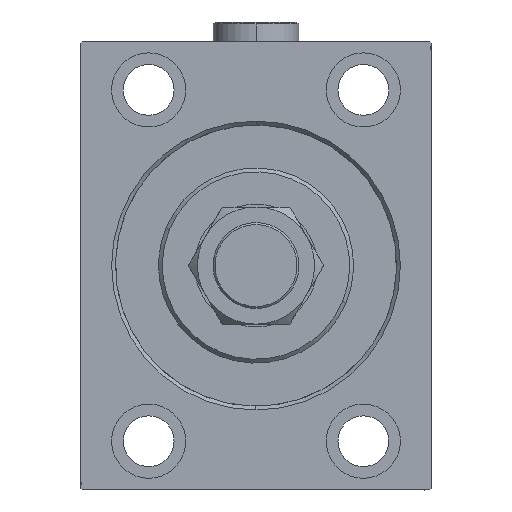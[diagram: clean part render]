
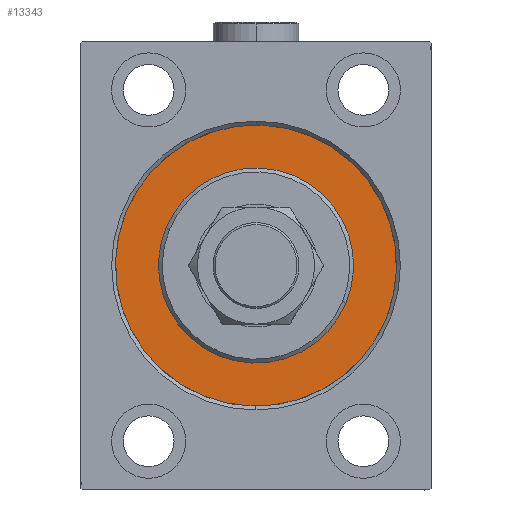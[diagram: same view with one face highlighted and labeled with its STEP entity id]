
A CAD part, left-side view. The second image highlights one B-rep face of the part: STEP entity #13343.
In plain terms, the highlighted face is planar.
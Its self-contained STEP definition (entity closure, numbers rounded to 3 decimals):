
#468 = EDGE_LOOP ( 'NONE', ( #15581, #3030 ) ) ;
#2297 = AXIS2_PLACEMENT_3D ( 'NONE', #39303, #24811, #3903 ) ;
#2404 = VERTEX_POINT ( 'NONE', #45828 ) ;
#3030 = ORIENTED_EDGE ( 'NONE', *, *, #29105, .F. ) ;
#3441 = CARTESIAN_POINT ( 'NONE',  ( 0., 0., -25. ) ) ;
#3903 = DIRECTION ( 'NONE',  ( 0., 0., 1. ) ) ;
#4924 = CIRCLE ( 'NONE', #20856, 36. ) ;
#5631 = EDGE_CURVE ( 'NONE', #10103, #27599, #15078, .T. ) ;
#6742 = EDGE_CURVE ( 'NONE', #27599, #10103, #45474, .T. ) ;
#7235 = FACE_OUTER_BOUND ( 'NONE', #468, .T. ) ;
#7992 = CARTESIAN_POINT ( 'NONE',  ( 0., 0., 0. ) ) ;
#10103 = VERTEX_POINT ( 'NONE', #27465 ) ;
#10332 = FACE_BOUND ( 'NONE', #45890, .T. ) ;
#10530 = DIRECTION ( 'NONE',  ( 1., 0., 0. ) ) ;
#12658 = CARTESIAN_POINT ( 'NONE',  ( 0., 0., 36. ) ) ;
#13343 = ADVANCED_FACE ( 'NONE', ( #10332, #7235 ), #14373, .F. ) ;
#13367 = ORIENTED_EDGE ( 'NONE', *, *, #5631, .F. ) ;
#14373 = PLANE ( 'NONE',  #2297 ) ;
#15078 = CIRCLE ( 'NONE', #30266, 25. ) ;
#15581 = ORIENTED_EDGE ( 'NONE', *, *, #21747, .F. ) ;
#16848 = ORIENTED_EDGE ( 'NONE', *, *, #6742, .F. ) ;
#17106 = VERTEX_POINT ( 'NONE', #12658 ) ;
#20758 = CARTESIAN_POINT ( 'NONE',  ( 0., 0., 0. ) ) ;
#20767 = AXIS2_PLACEMENT_3D ( 'NONE', #7992, #22468, #36960 ) ;
#20856 = AXIS2_PLACEMENT_3D ( 'NONE', #38700, #42728, #34428 ) ;
#21747 = EDGE_CURVE ( 'NONE', #2404, #17106, #39715, .T. ) ;
#22157 = DIRECTION ( 'NONE',  ( 0., 0., -1. ) ) ;
#22468 = DIRECTION ( 'NONE',  ( -1., 0., 0. ) ) ;
#24777 = DIRECTION ( 'NONE',  ( 0., 0., -1. ) ) ;
#24811 = DIRECTION ( 'NONE',  ( -1., 0., 0. ) ) ;
#27465 = CARTESIAN_POINT ( 'NONE',  ( 0., 0., 25. ) ) ;
#27599 = VERTEX_POINT ( 'NONE', #3441 ) ;
#29105 = EDGE_CURVE ( 'NONE', #17106, #2404, #4924, .T. ) ;
#30266 = AXIS2_PLACEMENT_3D ( 'NONE', #20758, #10530, #24777 ) ;
#34428 = DIRECTION ( 'NONE',  ( 0., 0., 1. ) ) ;
#36408 = DIRECTION ( 'NONE',  ( 1., 0., 0. ) ) ;
#36960 = DIRECTION ( 'NONE',  ( 0., 0., 1. ) ) ;
#38700 = CARTESIAN_POINT ( 'NONE',  ( 0., 0., 0. ) ) ;
#39303 = CARTESIAN_POINT ( 'NONE',  ( 0., 0., 0. ) ) ;
#39715 = CIRCLE ( 'NONE', #20767, 36. ) ;
#40901 = CARTESIAN_POINT ( 'NONE',  ( 0., 0., 0. ) ) ;
#41654 = AXIS2_PLACEMENT_3D ( 'NONE', #40901, #36408, #22157 ) ;
#42728 = DIRECTION ( 'NONE',  ( -1., 0., 0. ) ) ;
#45474 = CIRCLE ( 'NONE', #41654, 25. ) ;
#45828 = CARTESIAN_POINT ( 'NONE',  ( 0., 0., -36. ) ) ;
#45890 = EDGE_LOOP ( 'NONE', ( #13367, #16848 ) ) ;
